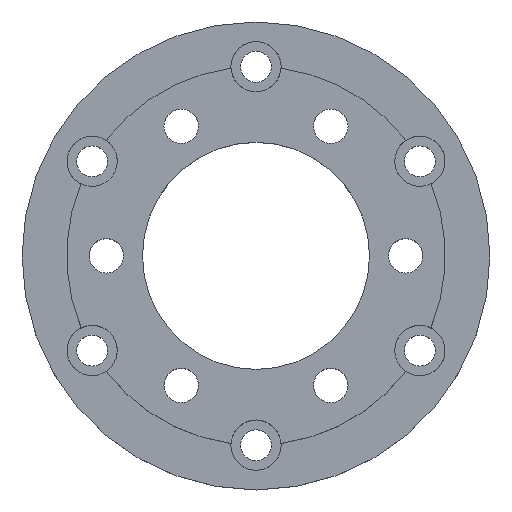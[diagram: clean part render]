
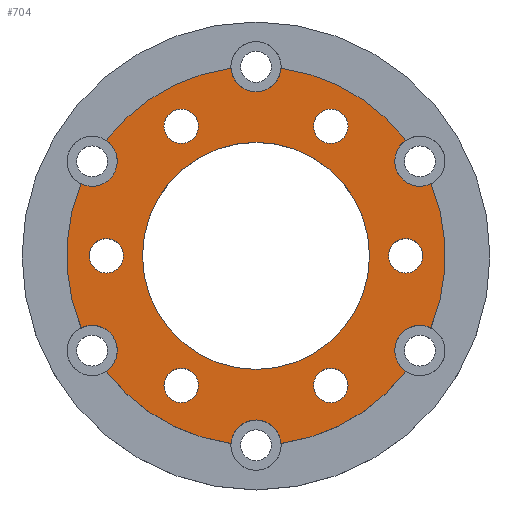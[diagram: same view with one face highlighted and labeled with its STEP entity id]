
A CAD part, top view. The second image highlights one B-rep face of the part: STEP entity #704.
In plain terms, the highlighted planar face has unit normal (0, 0, 1).
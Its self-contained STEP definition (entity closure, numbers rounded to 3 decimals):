
#23=FACE_BOUND('',#126,.T.);
#24=FACE_BOUND('',#127,.T.);
#25=FACE_BOUND('',#128,.T.);
#26=FACE_BOUND('',#129,.T.);
#27=FACE_BOUND('',#130,.T.);
#28=FACE_BOUND('',#131,.T.);
#29=FACE_BOUND('',#132,.T.);
#51=PLANE('',#813);
#80=FACE_OUTER_BOUND('',#125,.T.);
#125=EDGE_LOOP('',(#583,#584,#585,#586,#587,#588,#589,#590,#591,#592,#593,
#594,#595,#596));
#126=EDGE_LOOP('',(#597));
#127=EDGE_LOOP('',(#598));
#128=EDGE_LOOP('',(#599));
#129=EDGE_LOOP('',(#600));
#130=EDGE_LOOP('',(#601));
#131=EDGE_LOOP('',(#602));
#132=EDGE_LOOP('',(#603));
#222=CIRCLE('',#730,2.5);
#224=CIRCLE('',#733,2.5);
#226=CIRCLE('',#736,2.5);
#228=CIRCLE('',#739,2.5);
#230=CIRCLE('',#742,2.5);
#232=CIRCLE('',#745,2.5);
#265=CIRCLE('',#788,3.65);
#266=CIRCLE('',#790,27.5);
#267=CIRCLE('',#792,3.65);
#268=CIRCLE('',#794,27.5);
#269=CIRCLE('',#796,3.65);
#270=CIRCLE('',#798,27.5);
#271=CIRCLE('',#800,3.65);
#272=CIRCLE('',#802,27.5);
#273=CIRCLE('',#804,3.65);
#274=CIRCLE('',#805,3.65);
#275=CIRCLE('',#807,27.5);
#276=CIRCLE('',#809,3.65);
#277=CIRCLE('',#810,3.65);
#278=CIRCLE('',#812,27.5);
#279=CIRCLE('',#814,16.5);
#288=VERTEX_POINT('',#1076);
#290=VERTEX_POINT('',#1082);
#292=VERTEX_POINT('',#1088);
#294=VERTEX_POINT('',#1094);
#296=VERTEX_POINT('',#1100);
#298=VERTEX_POINT('',#1106);
#331=VERTEX_POINT('',#1184);
#332=VERTEX_POINT('',#1186);
#333=VERTEX_POINT('',#1191);
#334=VERTEX_POINT('',#1195);
#335=VERTEX_POINT('',#1200);
#336=VERTEX_POINT('',#1204);
#337=VERTEX_POINT('',#1209);
#338=VERTEX_POINT('',#1213);
#339=VERTEX_POINT('',#1218);
#340=VERTEX_POINT('',#1222);
#341=VERTEX_POINT('',#1225);
#342=VERTEX_POINT('',#1229);
#343=VERTEX_POINT('',#1233);
#344=VERTEX_POINT('',#1236);
#345=VERTEX_POINT('',#1242);
#355=EDGE_CURVE('',#288,#288,#222,.T.);
#358=EDGE_CURVE('',#290,#290,#224,.T.);
#361=EDGE_CURVE('',#292,#292,#226,.T.);
#364=EDGE_CURVE('',#294,#294,#228,.T.);
#367=EDGE_CURVE('',#296,#296,#230,.T.);
#370=EDGE_CURVE('',#298,#298,#232,.T.);
#405=EDGE_CURVE('',#332,#331,#265,.T.);
#408=EDGE_CURVE('',#333,#332,#266,.T.);
#410=EDGE_CURVE('',#334,#333,#267,.T.);
#413=EDGE_CURVE('',#335,#334,#268,.T.);
#415=EDGE_CURVE('',#336,#335,#269,.T.);
#418=EDGE_CURVE('',#337,#336,#270,.T.);
#420=EDGE_CURVE('',#338,#337,#271,.T.);
#423=EDGE_CURVE('',#339,#338,#272,.T.);
#425=EDGE_CURVE('',#340,#339,#273,.T.);
#427=EDGE_CURVE('',#341,#340,#274,.T.);
#429=EDGE_CURVE('',#342,#341,#275,.T.);
#431=EDGE_CURVE('',#343,#342,#276,.T.);
#433=EDGE_CURVE('',#344,#343,#277,.T.);
#435=EDGE_CURVE('',#331,#344,#278,.T.);
#436=EDGE_CURVE('',#345,#345,#279,.T.);
#583=ORIENTED_EDGE('',*,*,#435,.T.);
#584=ORIENTED_EDGE('',*,*,#433,.T.);
#585=ORIENTED_EDGE('',*,*,#431,.T.);
#586=ORIENTED_EDGE('',*,*,#429,.T.);
#587=ORIENTED_EDGE('',*,*,#427,.T.);
#588=ORIENTED_EDGE('',*,*,#425,.T.);
#589=ORIENTED_EDGE('',*,*,#423,.T.);
#590=ORIENTED_EDGE('',*,*,#420,.T.);
#591=ORIENTED_EDGE('',*,*,#418,.T.);
#592=ORIENTED_EDGE('',*,*,#415,.T.);
#593=ORIENTED_EDGE('',*,*,#413,.T.);
#594=ORIENTED_EDGE('',*,*,#410,.T.);
#595=ORIENTED_EDGE('',*,*,#408,.T.);
#596=ORIENTED_EDGE('',*,*,#405,.T.);
#597=ORIENTED_EDGE('',*,*,#355,.T.);
#598=ORIENTED_EDGE('',*,*,#358,.T.);
#599=ORIENTED_EDGE('',*,*,#361,.T.);
#600=ORIENTED_EDGE('',*,*,#364,.T.);
#601=ORIENTED_EDGE('',*,*,#367,.T.);
#602=ORIENTED_EDGE('',*,*,#370,.T.);
#603=ORIENTED_EDGE('',*,*,#436,.T.);
#704=ADVANCED_FACE('',(#80,#23,#24,#25,#26,#27,#28,#29),#51,.T.);
#730=AXIS2_PLACEMENT_3D('',#1078,#838,#839);
#733=AXIS2_PLACEMENT_3D('',#1084,#845,#846);
#736=AXIS2_PLACEMENT_3D('',#1090,#852,#853);
#739=AXIS2_PLACEMENT_3D('',#1096,#859,#860);
#742=AXIS2_PLACEMENT_3D('',#1102,#866,#867);
#745=AXIS2_PLACEMENT_3D('',#1108,#873,#874);
#788=AXIS2_PLACEMENT_3D('',#1187,#961,#962);
#790=AXIS2_PLACEMENT_3D('',#1192,#967,#968);
#792=AXIS2_PLACEMENT_3D('',#1196,#972,#973);
#794=AXIS2_PLACEMENT_3D('',#1201,#978,#979);
#796=AXIS2_PLACEMENT_3D('',#1205,#983,#984);
#798=AXIS2_PLACEMENT_3D('',#1210,#989,#990);
#800=AXIS2_PLACEMENT_3D('',#1214,#994,#995);
#802=AXIS2_PLACEMENT_3D('',#1219,#1000,#1001);
#804=AXIS2_PLACEMENT_3D('',#1223,#1005,#1006);
#805=AXIS2_PLACEMENT_3D('',#1226,#1008,#1009);
#807=AXIS2_PLACEMENT_3D('',#1230,#1013,#1014);
#809=AXIS2_PLACEMENT_3D('',#1234,#1018,#1019);
#810=AXIS2_PLACEMENT_3D('',#1237,#1021,#1022);
#812=AXIS2_PLACEMENT_3D('',#1240,#1026,#1027);
#813=AXIS2_PLACEMENT_3D('',#1241,#1028,#1029);
#814=AXIS2_PLACEMENT_3D('',#1243,#1030,#1031);
#838=DIRECTION('center_axis',(0.,0.,-1.));
#839=DIRECTION('ref_axis',(-1.,0.,0.));
#845=DIRECTION('center_axis',(0.,0.,-1.));
#846=DIRECTION('ref_axis',(-1.,0.,0.));
#852=DIRECTION('center_axis',(0.,0.,-1.));
#853=DIRECTION('ref_axis',(-1.,0.,0.));
#859=DIRECTION('center_axis',(0.,0.,-1.));
#860=DIRECTION('ref_axis',(-1.,0.,0.));
#866=DIRECTION('center_axis',(0.,0.,-1.));
#867=DIRECTION('ref_axis',(-1.,0.,0.));
#873=DIRECTION('center_axis',(0.,0.,-1.));
#874=DIRECTION('ref_axis',(-1.,0.,0.));
#961=DIRECTION('center_axis',(0.,0.,-1.));
#962=DIRECTION('ref_axis',(1.,0.,0.));
#967=DIRECTION('center_axis',(0.,0.,1.));
#968=DIRECTION('ref_axis',(1.,0.,0.));
#972=DIRECTION('center_axis',(0.,0.,-1.));
#973=DIRECTION('ref_axis',(1.,0.,0.));
#978=DIRECTION('center_axis',(0.,0.,1.));
#979=DIRECTION('ref_axis',(1.,0.,0.));
#983=DIRECTION('center_axis',(0.,0.,-1.));
#984=DIRECTION('ref_axis',(1.,0.,0.));
#989=DIRECTION('center_axis',(0.,0.,1.));
#990=DIRECTION('ref_axis',(1.,0.,0.));
#994=DIRECTION('center_axis',(0.,0.,-1.));
#995=DIRECTION('ref_axis',(1.,0.,0.));
#1000=DIRECTION('center_axis',(0.,0.,1.));
#1001=DIRECTION('ref_axis',(1.,0.,0.));
#1005=DIRECTION('center_axis',(0.,0.,-1.));
#1006=DIRECTION('ref_axis',(1.,0.,0.));
#1008=DIRECTION('center_axis',(0.,0.,-1.));
#1009=DIRECTION('ref_axis',(1.,0.,0.));
#1013=DIRECTION('center_axis',(0.,0.,1.));
#1014=DIRECTION('ref_axis',(1.,0.,0.));
#1018=DIRECTION('center_axis',(0.,0.,-1.));
#1019=DIRECTION('ref_axis',(1.,0.,0.));
#1021=DIRECTION('center_axis',(0.,0.,-1.));
#1022=DIRECTION('ref_axis',(1.,0.,0.));
#1026=DIRECTION('center_axis',(0.,0.,1.));
#1027=DIRECTION('ref_axis',(1.,0.,0.));
#1028=DIRECTION('center_axis',(0.,0.,1.));
#1029=DIRECTION('ref_axis',(1.,0.,0.));
#1030=DIRECTION('center_axis',(0.,0.,-1.));
#1031=DIRECTION('ref_axis',(1.,0.,0.));
#1076=CARTESIAN_POINT('',(24.25,0.,10.));
#1078=CARTESIAN_POINT('Origin',(21.75,0.,10.));
#1082=CARTESIAN_POINT('',(-8.375,18.836,10.));
#1084=CARTESIAN_POINT('Origin',(-10.875,18.836,10.));
#1088=CARTESIAN_POINT('',(-19.25,0.,10.));
#1090=CARTESIAN_POINT('Origin',(-21.75,0.,10.));
#1094=CARTESIAN_POINT('',(13.375,-18.836,10.));
#1096=CARTESIAN_POINT('Origin',(10.875,-18.836,10.));
#1100=CARTESIAN_POINT('',(13.375,18.836,10.));
#1102=CARTESIAN_POINT('Origin',(10.875,18.836,10.));
#1106=CARTESIAN_POINT('',(-8.375,-18.836,10.));
#1108=CARTESIAN_POINT('Origin',(-10.875,-18.836,10.));
#1184=CARTESIAN_POINT('',(3.642,-27.258,10.));
#1186=CARTESIAN_POINT('',(-3.642,-27.258,10.));
#1187=CARTESIAN_POINT('Origin',(0.,-27.5,10.));
#1191=CARTESIAN_POINT('',(-21.785,-16.783,10.));
#1192=CARTESIAN_POINT('Origin',(0.,0.,10.));
#1195=CARTESIAN_POINT('',(-25.427,-10.475,10.));
#1196=CARTESIAN_POINT('Origin',(-23.816,-13.75,10.));
#1200=CARTESIAN_POINT('',(-25.427,10.475,10.));
#1201=CARTESIAN_POINT('Origin',(0.,0.,10.));
#1204=CARTESIAN_POINT('',(-21.785,16.783,10.));
#1205=CARTESIAN_POINT('Origin',(-23.816,13.75,10.));
#1209=CARTESIAN_POINT('',(-3.642,27.258,10.));
#1210=CARTESIAN_POINT('Origin',(0.,0.,10.));
#1213=CARTESIAN_POINT('',(3.642,27.258,10.));
#1214=CARTESIAN_POINT('Origin',(0.,27.5,10.));
#1218=CARTESIAN_POINT('',(21.785,16.783,10.));
#1219=CARTESIAN_POINT('Origin',(0.,0.,10.));
#1222=CARTESIAN_POINT('',(20.166,13.75,10.));
#1223=CARTESIAN_POINT('Origin',(23.816,13.75,10.));
#1225=CARTESIAN_POINT('',(25.427,10.475,10.));
#1226=CARTESIAN_POINT('Origin',(23.816,13.75,10.));
#1229=CARTESIAN_POINT('',(25.427,-10.475,10.));
#1230=CARTESIAN_POINT('Origin',(0.,0.,10.));
#1233=CARTESIAN_POINT('',(20.166,-13.75,10.));
#1234=CARTESIAN_POINT('Origin',(23.816,-13.75,10.));
#1236=CARTESIAN_POINT('',(21.785,-16.783,10.));
#1237=CARTESIAN_POINT('Origin',(23.816,-13.75,10.));
#1240=CARTESIAN_POINT('Origin',(0.,0.,10.));
#1241=CARTESIAN_POINT('Origin',(0.,0.,10.));
#1242=CARTESIAN_POINT('',(-16.5,0.,10.));
#1243=CARTESIAN_POINT('Origin',(0.,0.,10.));
